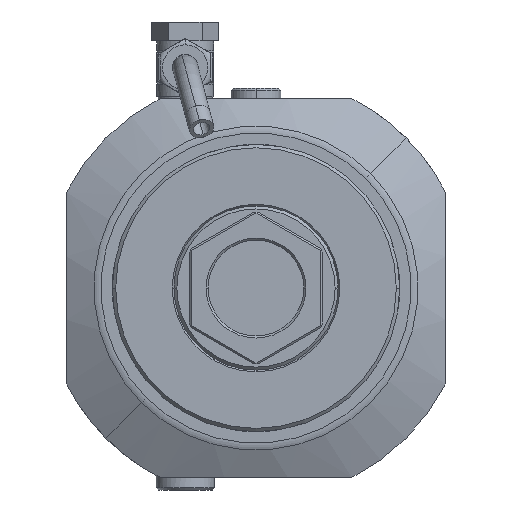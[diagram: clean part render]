
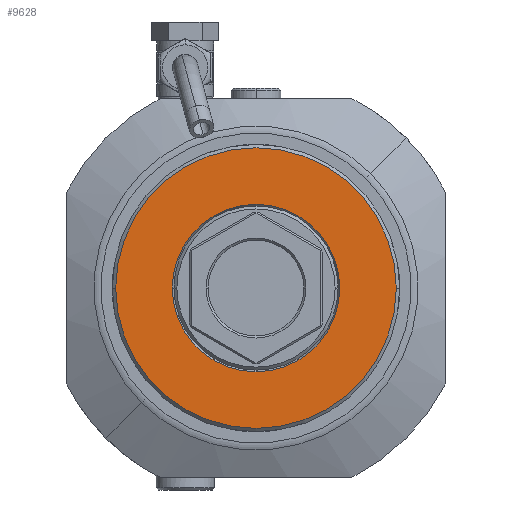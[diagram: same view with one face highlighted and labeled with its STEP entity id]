
A CAD part, left-side view. The second image highlights one B-rep face of the part: STEP entity #9628.
In plain terms, the highlighted planar face has unit normal (-1, 0, 0).
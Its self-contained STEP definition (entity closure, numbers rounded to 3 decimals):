
#199=CARTESIAN_POINT('',(-26.5,0.,0.));
#200=DIRECTION('',(-1.,0.,0.));
#201=DIRECTION('',(0.,1.,0.));
#202=AXIS2_PLACEMENT_3D('',#199,#200,#201);
#204=CARTESIAN_POINT('',(-26.5,0.,0.));
#205=DIRECTION('',(-1.,0.,0.));
#206=DIRECTION('',(0.,-1.,0.));
#207=AXIS2_PLACEMENT_3D('',#204,#205,#206);
#209=CARTESIAN_POINT('',(-26.5,0.,0.));
#210=DIRECTION('',(1.,0.,0.));
#211=DIRECTION('',(0.,1.,0.));
#212=AXIS2_PLACEMENT_3D('',#209,#210,#211);
#214=CARTESIAN_POINT('',(-26.5,0.,0.));
#215=DIRECTION('',(1.,0.,0.));
#216=DIRECTION('',(0.,-1.,0.));
#217=AXIS2_PLACEMENT_3D('',#214,#215,#216);
#8303=CARTESIAN_POINT('',(-26.5,20.116,0.));
#8304=CARTESIAN_POINT('',(-26.5,-20.116,0.));
#8305=VERTEX_POINT('',#8303);
#8306=VERTEX_POINT('',#8304);
#8307=CARTESIAN_POINT('',(-26.5,33.7,0.));
#8308=CARTESIAN_POINT('',(-26.5,-33.7,0.));
#8309=VERTEX_POINT('',#8307);
#8310=VERTEX_POINT('',#8308);
#9613=CARTESIAN_POINT('',(-26.5,0.,0.));
#9614=DIRECTION('',(-1.,0.,0.));
#9615=DIRECTION('',(0.,1.,0.));
#9616=AXIS2_PLACEMENT_3D('',#9613,#9614,#9615);
#9617=PLANE('',#9616);
#9619=ORIENTED_EDGE('',*,*,#9618,.F.);
#9621=ORIENTED_EDGE('',*,*,#9620,.F.);
#9622=EDGE_LOOP('',(#9619,#9621));
#9623=FACE_OUTER_BOUND('',#9622,.F.);
#9624=ORIENTED_EDGE('',*,*,#9580,.F.);
#9625=ORIENTED_EDGE('',*,*,#9595,.F.);
#9626=EDGE_LOOP('',(#9624,#9625));
#9627=FACE_BOUND('',#9626,.F.);
#203=CIRCLE('',#202,33.7);
#208=CIRCLE('',#207,33.7);
#213=CIRCLE('',#212,20.116);
#218=CIRCLE('',#217,20.116);
#9580=EDGE_CURVE('',#8305,#8306,#213,.T.);
#9595=EDGE_CURVE('',#8306,#8305,#218,.T.);
#9618=EDGE_CURVE('',#8309,#8310,#203,.T.);
#9620=EDGE_CURVE('',#8310,#8309,#208,.T.);
#9628=ADVANCED_FACE('',(#9623,#9627),#9617,.T.);
